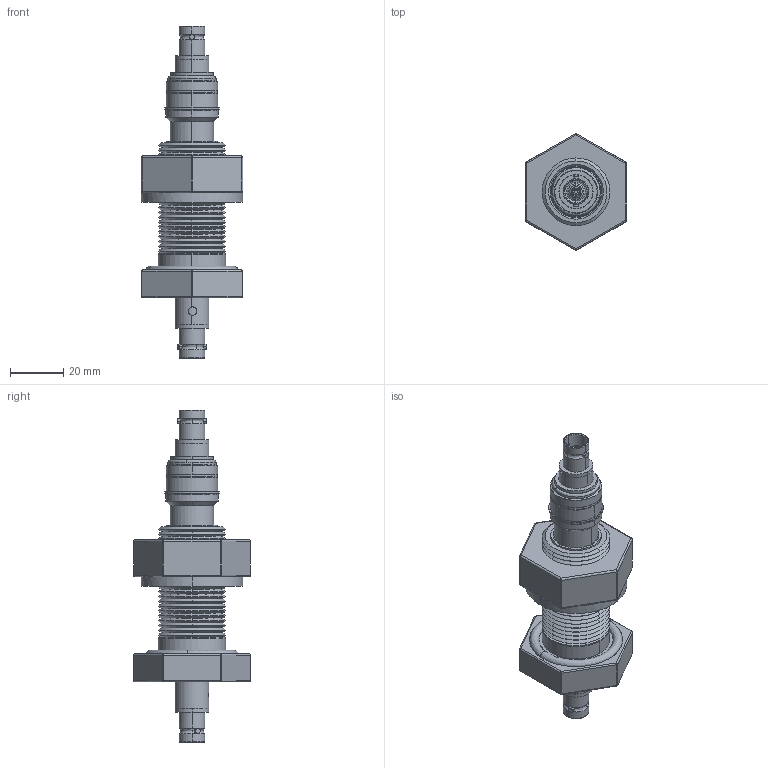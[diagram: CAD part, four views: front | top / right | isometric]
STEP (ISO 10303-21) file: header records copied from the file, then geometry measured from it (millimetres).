
FILE_DESCRIPTION (( 'STEP AP203' ), '1' );
FILE_NAME ('A0487-2-BP.STEP', '2013-05-10T13:19:50', ( '' ), ( '' ), 'SwSTEP 2.0', 'SolidWorks 2012', '' );
FILE_SCHEMA (( 'CONFIG_CONTROL_DESIGN' ));
Length unit declared in the file: inch
Products named in the file (1): A0487-2-BP
Bounding box: 38.1 x 43.84 x 124.46 mm (x, y, z)
Volume: 43744.5 mm3; surface area: 39609.2 mm2
Topology: 3 solids, 13 shells, 480 faces, 1100 edges, 648 vertices
Faces by surface type: cone 174, cylinder 164, plane 82, bspline 60
Entity records: 14824 total; most frequent: CARTESIAN_POINT 3813, DIRECTION 2525, ORIENTED_EDGE 2160, EDGE_CURVE 1080, AXIS2_PLACEMENT_3D 1056, VERTEX_POINT 648, CIRCLE 635, EDGE_LOOP 526
